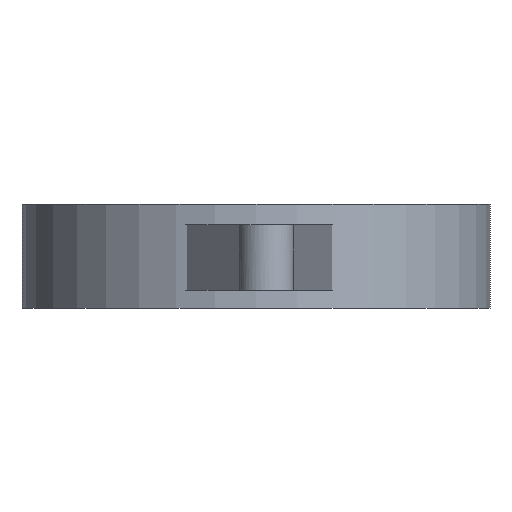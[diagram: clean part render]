
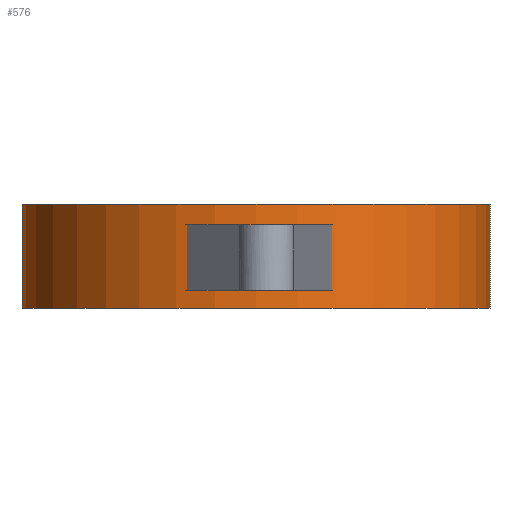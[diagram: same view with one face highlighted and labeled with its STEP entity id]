
A CAD part, left-side view. The second image highlights one B-rep face of the part: STEP entity #576.
In plain terms, the highlighted cylindrical face has radius 4.5 mm (diameter 9 mm), a full revolution.
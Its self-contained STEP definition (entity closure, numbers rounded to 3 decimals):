
#526=CARTESIAN_POINT('',(0.,0.,-3.02));
#527=DIRECTION('',(-0.,-0.,-1.));
#528=DIRECTION('',(-1.,0.,0.));
#529=AXIS2_PLACEMENT_3D('',#526,#527,#528);
#530=CYLINDRICAL_SURFACE('',#529,4.5);
#531=CARTESIAN_POINT('',(-4.5,0.,-5.02));
#532=VERTEX_POINT('',#531);
#533=CARTESIAN_POINT('',(-4.5,0.,-3.02));
#534=VERTEX_POINT('',#533);
#535=CARTESIAN_POINT('',(-4.5,0.,-5.02));
#536=DIRECTION('',(0.,0.,1.));
#537=VECTOR('',#536,2.);
#538=LINE('',#535,#537);
#539=EDGE_CURVE('',#532,#534,#538,.T.);
#540=ORIENTED_EDGE('',*,*,#539,.T.);
#541=CARTESIAN_POINT('',(4.5,0.,-3.02));
#542=VERTEX_POINT('',#541);
#543=CARTESIAN_POINT('',(0.,0.,-3.02));
#544=DIRECTION('',(0.,0.,1.));
#545=DIRECTION('',(1.,0.,-0.));
#546=AXIS2_PLACEMENT_3D('',#543,#544,#545);
#547=CIRCLE('',#546,4.5);
#548=EDGE_CURVE('',#542,#534,#547,.T.);
#549=ORIENTED_EDGE('',*,*,#548,.F.);
#550=CARTESIAN_POINT('',(0.,0.,-3.02));
#551=DIRECTION('',(0.,0.,1.));
#552=DIRECTION('',(1.,0.,-0.));
#553=AXIS2_PLACEMENT_3D('',#550,#551,#552);
#554=CIRCLE('',#553,4.5);
#555=EDGE_CURVE('',#534,#542,#554,.T.);
#556=ORIENTED_EDGE('',*,*,#555,.F.);
#557=ORIENTED_EDGE('',*,*,#539,.F.);
#558=CARTESIAN_POINT('',(4.5,-0.,-5.02));
#559=VERTEX_POINT('',#558);
#560=CARTESIAN_POINT('',(0.,0.,-5.02));
#561=DIRECTION('',(0.,0.,1.));
#562=DIRECTION('',(1.,0.,-0.));
#563=AXIS2_PLACEMENT_3D('',#560,#561,#562);
#564=CIRCLE('',#563,4.5);
#565=EDGE_CURVE('',#532,#559,#564,.T.);
#566=ORIENTED_EDGE('',*,*,#565,.T.);
#567=CARTESIAN_POINT('',(0.,0.,-5.02));
#568=DIRECTION('',(0.,0.,1.));
#569=DIRECTION('',(1.,0.,-0.));
#570=AXIS2_PLACEMENT_3D('',#567,#568,#569);
#571=CIRCLE('',#570,4.5);
#572=EDGE_CURVE('',#559,#532,#571,.T.);
#573=ORIENTED_EDGE('',*,*,#572,.T.);
#574=EDGE_LOOP('',(#540,#549,#556,#557,#566,#573));
#575=FACE_BOUND('',#574,.T.);
#576=ADVANCED_FACE('',(#575),#530,.T.);
